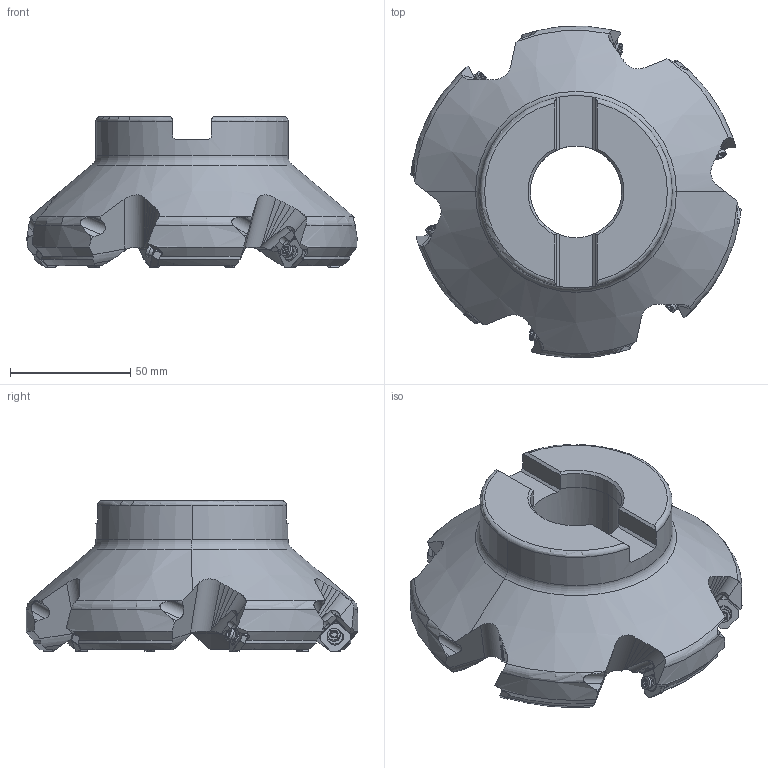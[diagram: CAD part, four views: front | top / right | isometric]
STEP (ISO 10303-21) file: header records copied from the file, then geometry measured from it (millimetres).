
FILE_DESCRIPTION(/* description */ (''),/* implementation_level */ '2;1');
FILE_NAME(/* name */ 'ASX445R0506E.stp',/* time_stamp */ '2021-09-08T11:41:04+09:00',/* author */ (''),/* organization */ (''),/* preprocessor_version */ 'ST-DEVELOPER v16',/* originating_system */ 'SIEMENS PLM Software NX 10.0',/* authorisation */ '');
FILE_SCHEMA (('AUTOMOTIVE_DESIGN { 1 0 10303 214 3 1 1 1 }'));
Length unit declared in the file: millimetre
Products named in the file (1): ASX445R0506E_ASM
Bounding box: 137.22 x 137.94 x 62.74 mm (x, y, z)
Volume: 384031 mm3; surface area: 53976.9 mm2
Topology: 19 solids, 19 shells, 938 faces, 2594 edges, 1743 vertices
Faces by surface type: cylinder 386, plane 368, cone 110, torus 44, sphere 18, bspline 12
Entity records: 33691 total; most frequent: CARTESIAN_POINT 9199, ORIENTED_EDGE 5116, DIRECTION 4986, EDGE_CURVE 2558, AXIS2_PLACEMENT_3D 1977, VERTEX_POINT 1676, LINE 1032, VECTOR 1032
